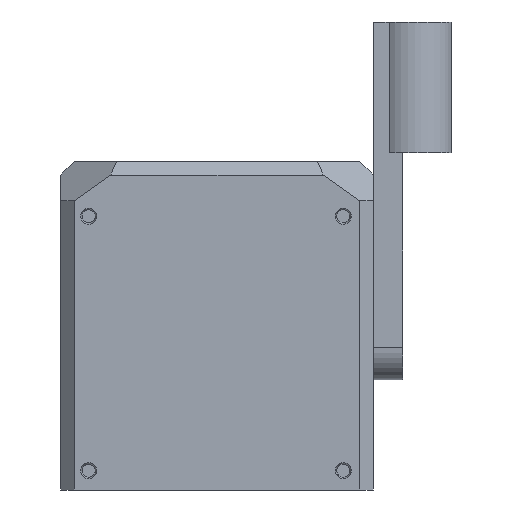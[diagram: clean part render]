
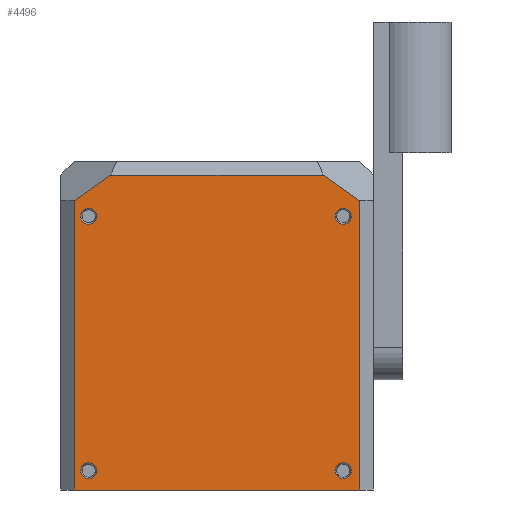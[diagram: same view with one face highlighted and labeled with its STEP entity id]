
A CAD part, front view. The second image highlights one B-rep face of the part: STEP entity #4496.
In plain terms, the highlighted planar face has unit normal (0, -1, 0).
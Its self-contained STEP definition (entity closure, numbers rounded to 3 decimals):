
#297=FACE_BOUND('',#785,.T.);
#298=FACE_BOUND('',#786,.T.);
#299=FACE_BOUND('',#787,.T.);
#300=FACE_BOUND('',#788,.T.);
#353=PLANE('',#4846);
#485=FACE_OUTER_BOUND('',#784,.T.);
#784=EDGE_LOOP('',(#3281,#3282,#3283,#3284,#3285,#3286));
#785=EDGE_LOOP('',(#3287));
#786=EDGE_LOOP('',(#3288));
#787=EDGE_LOOP('',(#3289));
#788=EDGE_LOOP('',(#3290));
#1162=LINE('',#6772,#1501);
#1163=LINE('',#6774,#1502);
#1164=LINE('',#6776,#1503);
#1165=LINE('',#6778,#1504);
#1166=LINE('',#6780,#1505);
#1167=LINE('',#6781,#1506);
#1501=VECTOR('',#5495,10.);
#1502=VECTOR('',#5496,10.);
#1503=VECTOR('',#5497,10.);
#1504=VECTOR('',#5498,10.);
#1505=VECTOR('',#5499,10.);
#1506=VECTOR('',#5500,10.);
#1780=CIRCLE('',#4844,1.1);
#1782=CIRCLE('',#4847,1.1);
#1783=CIRCLE('',#4848,1.1);
#1784=CIRCLE('',#4849,1.1);
#2056=VERTEX_POINT('',#6764);
#2058=VERTEX_POINT('',#6770);
#2059=VERTEX_POINT('',#6771);
#2060=VERTEX_POINT('',#6773);
#2061=VERTEX_POINT('',#6775);
#2062=VERTEX_POINT('',#6777);
#2063=VERTEX_POINT('',#6779);
#2064=VERTEX_POINT('',#6782);
#2065=VERTEX_POINT('',#6784);
#2066=VERTEX_POINT('',#6786);
#2502=EDGE_CURVE('',#2056,#2056,#1780,.T.);
#2505=EDGE_CURVE('',#2058,#2059,#1162,.T.);
#2506=EDGE_CURVE('',#2058,#2060,#1163,.T.);
#2507=EDGE_CURVE('',#2061,#2060,#1164,.T.);
#2508=EDGE_CURVE('',#2062,#2061,#1165,.T.);
#2509=EDGE_CURVE('',#2063,#2062,#1166,.T.);
#2510=EDGE_CURVE('',#2063,#2059,#1167,.T.);
#2511=EDGE_CURVE('',#2064,#2064,#1782,.T.);
#2512=EDGE_CURVE('',#2065,#2065,#1783,.T.);
#2513=EDGE_CURVE('',#2066,#2066,#1784,.T.);
#3281=ORIENTED_EDGE('',*,*,#2505,.F.);
#3282=ORIENTED_EDGE('',*,*,#2506,.T.);
#3283=ORIENTED_EDGE('',*,*,#2507,.F.);
#3284=ORIENTED_EDGE('',*,*,#2508,.F.);
#3285=ORIENTED_EDGE('',*,*,#2509,.F.);
#3286=ORIENTED_EDGE('',*,*,#2510,.T.);
#3287=ORIENTED_EDGE('',*,*,#2511,.F.);
#3288=ORIENTED_EDGE('',*,*,#2512,.F.);
#3289=ORIENTED_EDGE('',*,*,#2513,.F.);
#3290=ORIENTED_EDGE('',*,*,#2502,.F.);
#4496=ADVANCED_FACE('',(#485,#297,#298,#299,#300),#353,.T.);
#4844=AXIS2_PLACEMENT_3D('',#6765,#5488,#5489);
#4846=AXIS2_PLACEMENT_3D('',#6769,#5493,#5494);
#4847=AXIS2_PLACEMENT_3D('',#6783,#5501,#5502);
#4848=AXIS2_PLACEMENT_3D('',#6785,#5503,#5504);
#4849=AXIS2_PLACEMENT_3D('',#6787,#5505,#5506);
#5488=DIRECTION('center_axis',(0.,-1.,0.));
#5489=DIRECTION('ref_axis',(1.,0.,0.));
#5493=DIRECTION('center_axis',(0.,-1.,0.));
#5494=DIRECTION('ref_axis',(-1.,0.,0.));
#5495=DIRECTION('',(1.,0.,0.));
#5496=DIRECTION('',(-0.816,0.,-0.577));
#5497=DIRECTION('',(0.,0.,1.));
#5498=DIRECTION('',(-1.,0.,0.));
#5499=DIRECTION('',(0.,0.,-1.));
#5500=DIRECTION('',(-0.816,0.,0.577));
#5501=DIRECTION('center_axis',(0.,-1.,0.));
#5502=DIRECTION('ref_axis',(1.,0.,0.));
#5503=DIRECTION('center_axis',(0.,-1.,0.));
#5504=DIRECTION('ref_axis',(1.,0.,0.));
#5505=DIRECTION('center_axis',(0.,-1.,0.));
#5506=DIRECTION('ref_axis',(1.,0.,0.));
#6764=CARTESIAN_POINT('',(16.25,-13.81,9.65));
#6765=CARTESIAN_POINT('Origin',(17.35,-13.81,9.65));
#6769=CARTESIAN_POINT('Origin',(21.51,-13.81,46.7));
#6770=CARTESIAN_POINT('',(-14.61,-13.81,50.3));
#6771=CARTESIAN_POINT('',(14.61,-13.81,50.3));
#6772=CARTESIAN_POINT('',(10.755,-13.81,50.3));
#6773=CARTESIAN_POINT('',(-19.61,-13.81,46.764));
#6774=CARTESIAN_POINT('',(-4.412,-13.81,57.511));
#6775=CARTESIAN_POINT('',(-19.61,-13.81,7.));
#6776=CARTESIAN_POINT('',(-19.61,-13.81,46.7));
#6777=CARTESIAN_POINT('',(19.61,-13.81,7.));
#6778=CARTESIAN_POINT('',(10.755,-13.81,7.));
#6779=CARTESIAN_POINT('',(19.61,-13.81,46.764));
#6780=CARTESIAN_POINT('',(19.61,-13.81,46.7));
#6781=CARTESIAN_POINT('',(18.752,-13.81,47.371));
#6782=CARTESIAN_POINT('',(-18.75,-13.81,9.65));
#6783=CARTESIAN_POINT('Origin',(-17.65,-13.81,9.65));
#6784=CARTESIAN_POINT('',(-18.75,-13.81,44.65));
#6785=CARTESIAN_POINT('Origin',(-17.65,-13.81,44.65));
#6786=CARTESIAN_POINT('',(16.25,-13.81,44.65));
#6787=CARTESIAN_POINT('Origin',(17.35,-13.81,44.65));
